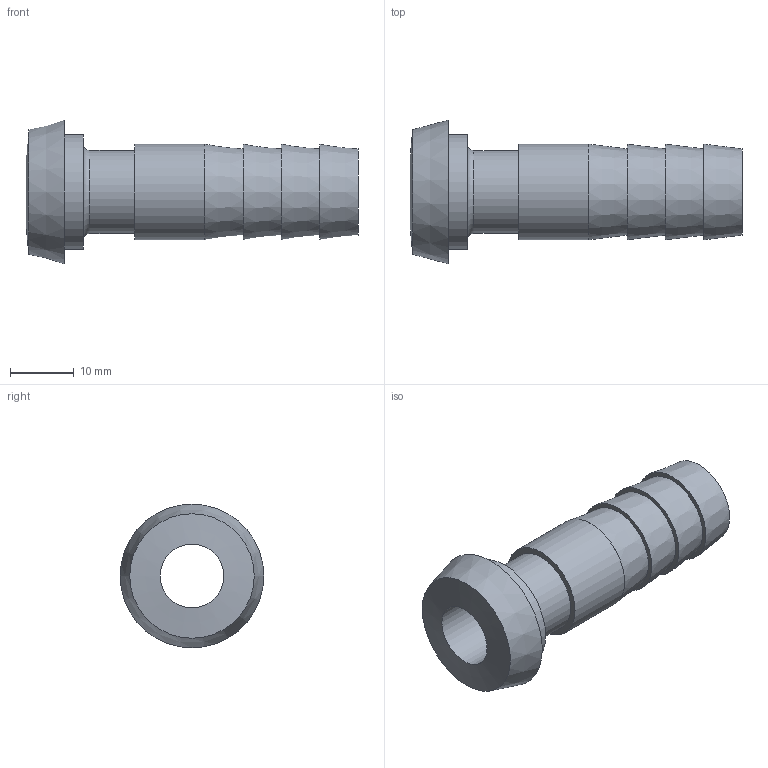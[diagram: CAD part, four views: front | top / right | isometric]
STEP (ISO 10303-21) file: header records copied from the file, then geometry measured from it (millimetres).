
FILE_DESCRIPTION(/* description */ (''),/* implementation_level */ '2;1');
FILE_NAME(/* name */ '26040010000.stp',/* time_stamp */ '2016-03-08T11:45:53+01:00',/* author */ ('Struska'),/* organization */ ('BUPOSPOL'),/* preprocessor_version */ 'ST-DEVELOPER v15.6',/* originating_system */ 'Autodesk Inventor 2015',/* authorisation */ '');
FILE_SCHEMA (('CONFIG_CONTROL_DESIGN'));
Length unit declared in the file: millimetre
Products named in the file (1): 26040010000
Bounding box: 52 x 22.5 x 22.5 mm (x, y, z)
Volume: 5529.7 mm3; surface area: 4788.3 mm2
Topology: 1 solids, 1 shells, 19 faces, 31 edges, 20 vertices
Faces by surface type: plane 8, cone 6, cylinder 4, torus 1
Full cylindrical faces by diameter (mm): 10 x1, 13 x1, 15 x1, 18 x1
Entity records: 431 total; most frequent: DIRECTION 78, CARTESIAN_POINT 58, AXIS2_PLACEMENT_3D 39, EDGE_LOOP 38, ORIENTED_EDGE 38, STYLED_ITEM 20, FACE_BOUND 19, FACE_OUTER_BOUND 19
